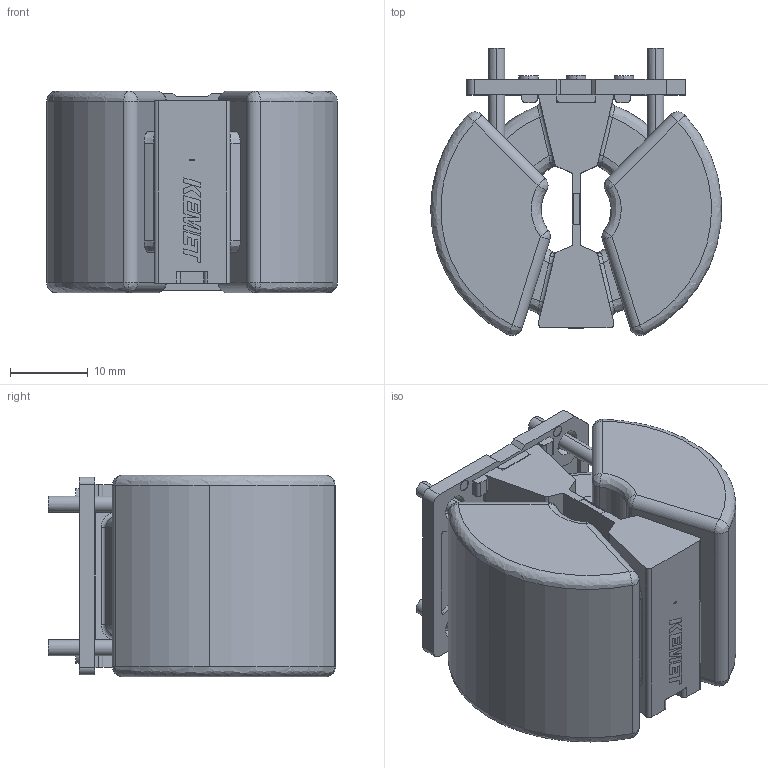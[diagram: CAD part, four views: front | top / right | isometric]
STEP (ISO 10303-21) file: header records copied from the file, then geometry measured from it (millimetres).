
FILE_DESCRIPTION (( 'STEP AP214' ), '1' );
FILE_NAME ('SCT25XV-280-2R1A005JV.step', '2025-07-31T07:16:26', ( '' ), ( '' ), 'SwSTEP 2.0', 'SolidWorks 2024', '' );
FILE_SCHEMA (( 'AUTOMOTIVE_DESIGN' ));
Length unit declared in the file: millimetre
Products named in the file (1): SCT25XV-280-2R1A005JV
Bounding box: 37.46 x 37 x 26 mm (x, y, z)
Surface area: 10677.5 mm2 (no closed solid volume)
Topology: 0 solids, 15 shells, 581 faces, 1516 edges, 960 vertices
Faces by surface type: plane 279, cylinder 194, bspline 100, cone 8
Entity records: 26693 total; most frequent: CARTESIAN_POINT 6579, ORIENTED_EDGE 2996, DIRECTION 2692, EDGE_CURVE 1502, VERTEX_POINT 960, AXIS2_PLACEMENT_3D 926, LINE 840, VECTOR 840
